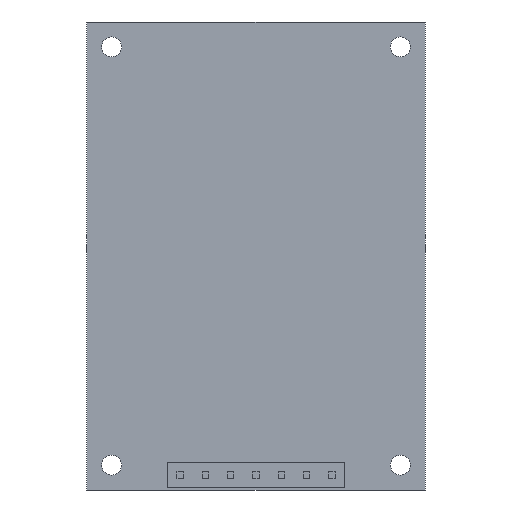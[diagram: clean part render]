
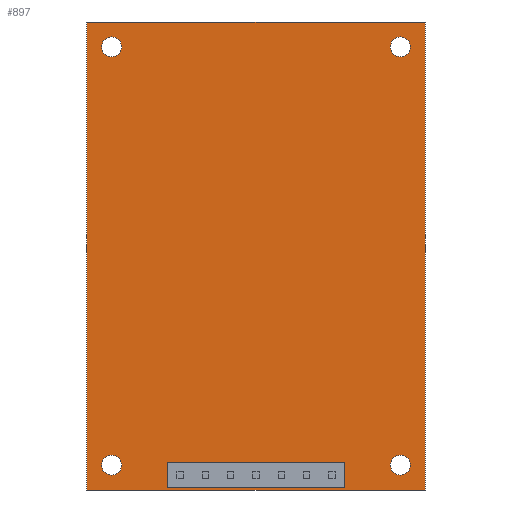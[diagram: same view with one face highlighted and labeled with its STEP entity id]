
A CAD part, front view. The second image highlights one B-rep face of the part: STEP entity #897.
In plain terms, the highlighted planar face has unit normal (0, -1, 0).
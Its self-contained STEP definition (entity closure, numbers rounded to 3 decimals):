
#48 = CARTESIAN_POINT ( 'NONE',  ( 17., 0., 23.5 ) ) ;
#49 = EDGE_CURVE ( 'NONE', #775, #1629, #641, .T. ) ;
#128 = ORIENTED_EDGE ( 'NONE', *, *, #3726, .F. ) ;
#135 = VECTOR ( 'NONE', #3644, 1000. ) ;
#212 = DIRECTION ( 'NONE',  ( -1., 0., 0. ) ) ;
#332 = EDGE_CURVE ( 'NONE', #2312, #2986, #989, .T. ) ;
#405 = CARTESIAN_POINT ( 'NONE',  ( -8.89, 0., -20.73 ) ) ;
#424 = EDGE_CURVE ( 'NONE', #2986, #3015, #4247, .T. ) ;
#447 = CARTESIAN_POINT ( 'NONE',  ( -14.5, 0., 20. ) ) ;
#469 = DIRECTION ( 'NONE',  ( 0., 1., 0. ) ) ;
#513 = AXIS2_PLACEMENT_3D ( 'NONE', #3783, #4421, #576 ) ;
#543 = CARTESIAN_POINT ( 'NONE',  ( -17., 0., -23.5 ) ) ;
#576 = DIRECTION ( 'NONE',  ( 0., 0., 1. ) ) ;
#626 = FACE_BOUND ( 'NONE', #1736, .T. ) ;
#641 = CIRCLE ( 'NONE', #2092, 1. ) ;
#656 = CARTESIAN_POINT ( 'NONE',  ( -17., 0., 23.5 ) ) ;
#741 = CARTESIAN_POINT ( 'NONE',  ( 14.5, 0., -21. ) ) ;
#743 = AXIS2_PLACEMENT_3D ( 'NONE', #1160, #3008, #4404 ) ;
#753 = ORIENTED_EDGE ( 'NONE', *, *, #761, .T. ) ;
#761 = EDGE_CURVE ( 'NONE', #1543, #3695, #3496, .T. ) ;
#775 = VERTEX_POINT ( 'NONE', #3411 ) ;
#803 = ORIENTED_EDGE ( 'NONE', *, *, #49, .T. ) ;
#842 = EDGE_CURVE ( 'NONE', #3180, #1583, #4471, .T. ) ;
#897 = ADVANCED_FACE ( 'NONE', ( #3233, #2442, #3567, #626, #2508, #2816 ), #4239, .T. ) ;
#910 = ORIENTED_EDGE ( 'NONE', *, *, #1235, .F. ) ;
#913 = CARTESIAN_POINT ( 'NONE',  ( 17., 0., -23.5 ) ) ;
#922 = AXIS2_PLACEMENT_3D ( 'NONE', #2144, #3523, #4609 ) ;
#956 = EDGE_CURVE ( 'NONE', #2292, #3406, #2000, .T. ) ;
#989 = LINE ( 'NONE', #543, #3069 ) ;
#1004 = ORIENTED_EDGE ( 'NONE', *, *, #2730, .T. ) ;
#1061 = VERTEX_POINT ( 'NONE', #4231 ) ;
#1067 = DIRECTION ( 'NONE',  ( 0., 1., 0. ) ) ;
#1087 = VECTOR ( 'NONE', #2493, 1000. ) ;
#1160 = CARTESIAN_POINT ( 'NONE',  ( -14.5, 0., 21. ) ) ;
#1180 = EDGE_CURVE ( 'NONE', #1636, #1061, #1538, .T. ) ;
#1221 = DIRECTION ( 'NONE',  ( 0., 0., -1. ) ) ;
#1235 = EDGE_CURVE ( 'NONE', #2771, #2312, #3763, .T. ) ;
#1236 = ORIENTED_EDGE ( 'NONE', *, *, #956, .T. ) ;
#1334 = EDGE_LOOP ( 'NONE', ( #1464, #2868, #2268, #3549 ) ) ;
#1431 = CARTESIAN_POINT ( 'NONE',  ( -17., 0., 23.5 ) ) ;
#1447 = EDGE_LOOP ( 'NONE', ( #3193, #1236 ) ) ;
#1464 = ORIENTED_EDGE ( 'NONE', *, *, #3703, .F. ) ;
#1470 = VERTEX_POINT ( 'NONE', #405 ) ;
#1483 = DIRECTION ( 'NONE',  ( 0., 1., 0. ) ) ;
#1495 = DIRECTION ( 'NONE',  ( 0., 0., 1. ) ) ;
#1512 = LINE ( 'NONE', #3265, #135 ) ;
#1538 = CIRCLE ( 'NONE', #2454, 1. ) ;
#1543 = VERTEX_POINT ( 'NONE', #1603 ) ;
#1583 = VERTEX_POINT ( 'NONE', #3177 ) ;
#1598 = DIRECTION ( 'NONE',  ( 0., 0., 1. ) ) ;
#1603 = CARTESIAN_POINT ( 'NONE',  ( -14.5, 0., -22. ) ) ;
#1629 = VERTEX_POINT ( 'NONE', #3280 ) ;
#1636 = VERTEX_POINT ( 'NONE', #447 ) ;
#1669 = CARTESIAN_POINT ( 'NONE',  ( 8.89, 0., -20.73 ) ) ;
#1729 = AXIS2_PLACEMENT_3D ( 'NONE', #4376, #1922, #3284 ) ;
#1736 = EDGE_LOOP ( 'NONE', ( #753, #3014 ) ) ;
#1775 = VECTOR ( 'NONE', #1221, 1000. ) ;
#1815 = DIRECTION ( 'NONE',  ( 0., 0., 1. ) ) ;
#1839 = CARTESIAN_POINT ( 'NONE',  ( 14.5, 0., 22. ) ) ;
#1853 = CARTESIAN_POINT ( 'NONE',  ( 14.5, 0., 20. ) ) ;
#1854 = AXIS2_PLACEMENT_3D ( 'NONE', #4316, #2297, #1815 ) ;
#1922 = DIRECTION ( 'NONE',  ( 0., 1., 0. ) ) ;
#1935 = VECTOR ( 'NONE', #4557, 1000. ) ;
#2000 = CIRCLE ( 'NONE', #4582, 1. ) ;
#2088 = EDGE_LOOP ( 'NONE', ( #2861, #1004 ) ) ;
#2092 = AXIS2_PLACEMENT_3D ( 'NONE', #741, #2206, #3631 ) ;
#2114 = ORIENTED_EDGE ( 'NONE', *, *, #424, .F. ) ;
#2144 = CARTESIAN_POINT ( 'NONE',  ( 0., 0., 0. ) ) ;
#2206 = DIRECTION ( 'NONE',  ( 0., 1., 0. ) ) ;
#2215 = CARTESIAN_POINT ( 'NONE',  ( -14.5, 0., -21. ) ) ;
#2229 = EDGE_CURVE ( 'NONE', #1583, #3690, #4246, .T. ) ;
#2268 = ORIENTED_EDGE ( 'NONE', *, *, #842, .T. ) ;
#2281 = CARTESIAN_POINT ( 'NONE',  ( 14.5, 0., 21. ) ) ;
#2292 = VERTEX_POINT ( 'NONE', #1839 ) ;
#2297 = DIRECTION ( 'NONE',  ( 0., 1., 0. ) ) ;
#2312 = VERTEX_POINT ( 'NONE', #913 ) ;
#2339 = VECTOR ( 'NONE', #2472, 1000. ) ;
#2374 = DIRECTION ( 'NONE',  ( 0., 0., -1. ) ) ;
#2442 = FACE_BOUND ( 'NONE', #2837, .T. ) ;
#2451 = VECTOR ( 'NONE', #2374, 1000. ) ;
#2454 = AXIS2_PLACEMENT_3D ( 'NONE', #3317, #1067, #1495 ) ;
#2472 = DIRECTION ( 'NONE',  ( -1., 0., 0. ) ) ;
#2493 = DIRECTION ( 'NONE',  ( 0., 0., 1. ) ) ;
#2508 = FACE_BOUND ( 'NONE', #2088, .T. ) ;
#2586 = EDGE_CURVE ( 'NONE', #1629, #775, #2638, .T. ) ;
#2638 = CIRCLE ( 'NONE', #1729, 1. ) ;
#2726 = AXIS2_PLACEMENT_3D ( 'NONE', #2215, #1483, #2934 ) ;
#2730 = EDGE_CURVE ( 'NONE', #1061, #1636, #3100, .T. ) ;
#2771 = VERTEX_POINT ( 'NONE', #48 ) ;
#2816 = FACE_BOUND ( 'NONE', #1334, .T. ) ;
#2834 = LINE ( 'NONE', #4258, #3360 ) ;
#2837 = EDGE_LOOP ( 'NONE', ( #803, #3128 ) ) ;
#2841 = EDGE_CURVE ( 'NONE', #3406, #2292, #3175, .T. ) ;
#2861 = ORIENTED_EDGE ( 'NONE', *, *, #1180, .T. ) ;
#2868 = ORIENTED_EDGE ( 'NONE', *, *, #4524, .F. ) ;
#2886 = LINE ( 'NONE', #1431, #1935 ) ;
#2934 = DIRECTION ( 'NONE',  ( 0., 0., 1. ) ) ;
#2961 = EDGE_LOOP ( 'NONE', ( #910, #128, #2114, #3059 ) ) ;
#2986 = VERTEX_POINT ( 'NONE', #4279 ) ;
#3008 = DIRECTION ( 'NONE',  ( 0., 1., 0. ) ) ;
#3014 = ORIENTED_EDGE ( 'NONE', *, *, #3452, .T. ) ;
#3015 = VERTEX_POINT ( 'NONE', #3933 ) ;
#3059 = ORIENTED_EDGE ( 'NONE', *, *, #332, .F. ) ;
#3069 = VECTOR ( 'NONE', #212, 1000. ) ;
#3100 = CIRCLE ( 'NONE', #743, 1. ) ;
#3128 = ORIENTED_EDGE ( 'NONE', *, *, #2586, .T. ) ;
#3175 = CIRCLE ( 'NONE', #513, 1. ) ;
#3177 = CARTESIAN_POINT ( 'NONE',  ( 8.89, 0., -23.27 ) ) ;
#3180 = VERTEX_POINT ( 'NONE', #1669 ) ;
#3193 = ORIENTED_EDGE ( 'NONE', *, *, #2841, .T. ) ;
#3233 = FACE_BOUND ( 'NONE', #1447, .T. ) ;
#3256 = CARTESIAN_POINT ( 'NONE',  ( -14.5, 0., -20. ) ) ;
#3265 = CARTESIAN_POINT ( 'NONE',  ( 0., 0., -20.73 ) ) ;
#3280 = CARTESIAN_POINT ( 'NONE',  ( 14.5, 0., -20. ) ) ;
#3284 = DIRECTION ( 'NONE',  ( 0., 0., 1. ) ) ;
#3317 = CARTESIAN_POINT ( 'NONE',  ( -14.5, 0., 21. ) ) ;
#3360 = VECTOR ( 'NONE', #4283, 1000. ) ;
#3379 = CARTESIAN_POINT ( 'NONE',  ( -8.89, 0., -23.27 ) ) ;
#3406 = VERTEX_POINT ( 'NONE', #1853 ) ;
#3411 = CARTESIAN_POINT ( 'NONE',  ( 14.5, 0., -22. ) ) ;
#3452 = EDGE_CURVE ( 'NONE', #3695, #1543, #4558, .T. ) ;
#3496 = CIRCLE ( 'NONE', #1854, 1. ) ;
#3523 = DIRECTION ( 'NONE',  ( 0., -1., 0. ) ) ;
#3549 = ORIENTED_EDGE ( 'NONE', *, *, #2229, .T. ) ;
#3567 = FACE_OUTER_BOUND ( 'NONE', #2961, .T. ) ;
#3631 = DIRECTION ( 'NONE',  ( 0., 0., 1. ) ) ;
#3644 = DIRECTION ( 'NONE',  ( -1., 0., 0. ) ) ;
#3690 = VERTEX_POINT ( 'NONE', #3379 ) ;
#3695 = VERTEX_POINT ( 'NONE', #3256 ) ;
#3703 = EDGE_CURVE ( 'NONE', #1470, #3690, #2834, .T. ) ;
#3726 = EDGE_CURVE ( 'NONE', #3015, #2771, #2886, .T. ) ;
#3763 = LINE ( 'NONE', #4433, #1775 ) ;
#3783 = CARTESIAN_POINT ( 'NONE',  ( 14.5, 0., 21. ) ) ;
#3933 = CARTESIAN_POINT ( 'NONE',  ( -17., 0., 23.5 ) ) ;
#4126 = CARTESIAN_POINT ( 'NONE',  ( 8.89, 0., 0. ) ) ;
#4156 = CARTESIAN_POINT ( 'NONE',  ( 0., 0., -23.27 ) ) ;
#4231 = CARTESIAN_POINT ( 'NONE',  ( -14.5, 0., 22. ) ) ;
#4239 = PLANE ( 'NONE',  #922 ) ;
#4246 = LINE ( 'NONE', #4156, #2339 ) ;
#4247 = LINE ( 'NONE', #656, #1087 ) ;
#4258 = CARTESIAN_POINT ( 'NONE',  ( -8.89, 0., 0. ) ) ;
#4279 = CARTESIAN_POINT ( 'NONE',  ( -17., 0., -23.5 ) ) ;
#4283 = DIRECTION ( 'NONE',  ( 0., 0., -1. ) ) ;
#4316 = CARTESIAN_POINT ( 'NONE',  ( -14.5, 0., -21. ) ) ;
#4376 = CARTESIAN_POINT ( 'NONE',  ( 14.5, 0., -21. ) ) ;
#4404 = DIRECTION ( 'NONE',  ( 0., 0., 1. ) ) ;
#4421 = DIRECTION ( 'NONE',  ( 0., 1., 0. ) ) ;
#4433 = CARTESIAN_POINT ( 'NONE',  ( 17., 0., 23.5 ) ) ;
#4471 = LINE ( 'NONE', #4126, #2451 ) ;
#4524 = EDGE_CURVE ( 'NONE', #3180, #1470, #1512, .T. ) ;
#4557 = DIRECTION ( 'NONE',  ( 1., 0., 0. ) ) ;
#4558 = CIRCLE ( 'NONE', #2726, 1. ) ;
#4582 = AXIS2_PLACEMENT_3D ( 'NONE', #2281, #469, #1598 ) ;
#4609 = DIRECTION ( 'NONE',  ( 0., 0., -1. ) ) ;
